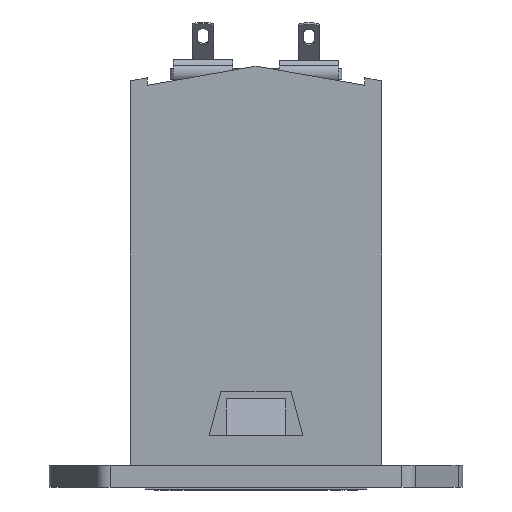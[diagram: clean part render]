
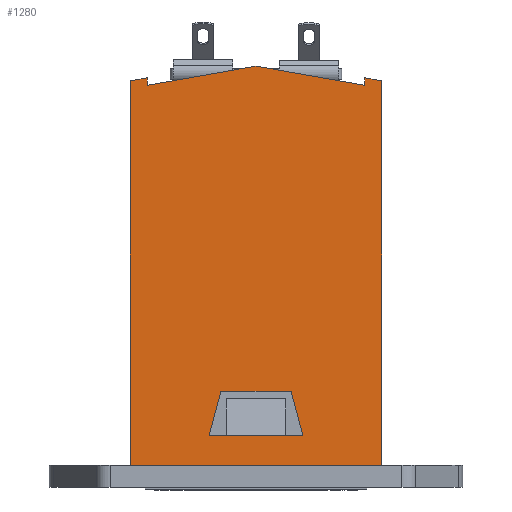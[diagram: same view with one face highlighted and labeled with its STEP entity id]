
A CAD part, front view. The second image highlights one B-rep face of the part: STEP entity #1280.
In plain terms, the highlighted planar face has unit normal (0, -1, 0).
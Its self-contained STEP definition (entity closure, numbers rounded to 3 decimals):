
#1280=ADVANCED_FACE('',(#3718,#3719),#3720,.F.);
#3718=FACE_OUTER_BOUND('',#7386,.T.);
#3719=FACE_BOUND('',#7387,.T.);
#3720=PLANE('',#7388);
#7386=EDGE_LOOP('',(#11726,#11727,#11728,#11729,#11730,#11731,#11732,#11733,#11734));
#7387=EDGE_LOOP('',(#11735,#11736,#11737,#11738));
#7388=AXIS2_PLACEMENT_3D('',#11739,#11740,#11741);
#11726=ORIENTED_EDGE('',*,*,#23074,.T.);
#11727=ORIENTED_EDGE('',*,*,#23081,.F.);
#11728=ORIENTED_EDGE('',*,*,#23082,.F.);
#11729=ORIENTED_EDGE('',*,*,#23083,.F.);
#11730=ORIENTED_EDGE('',*,*,#23084,.F.);
#11731=ORIENTED_EDGE('',*,*,#23085,.F.);
#11732=ORIENTED_EDGE('',*,*,#23086,.F.);
#11733=ORIENTED_EDGE('',*,*,#23087,.F.);
#11734=ORIENTED_EDGE('',*,*,#23088,.F.);
#11735=ORIENTED_EDGE('',*,*,#23089,.F.);
#11736=ORIENTED_EDGE('',*,*,#23090,.F.);
#11737=ORIENTED_EDGE('',*,*,#23091,.F.);
#11738=ORIENTED_EDGE('',*,*,#23092,.F.);
#11739=CARTESIAN_POINT('',(0.0,-12.0,58.104));
#11740=DIRECTION('',(-0.0,1.0,0.0));
#11741=DIRECTION('',(1.0,0.0,0.0));
#23074=EDGE_CURVE('',#27752,#27753,#27754,.T.);
#23081=EDGE_CURVE('',#27763,#27753,#27764,.T.);
#23082=EDGE_CURVE('',#27765,#27763,#27766,.T.);
#23083=EDGE_CURVE('',#27767,#27765,#27768,.T.);
#23084=EDGE_CURVE('',#27769,#27767,#27770,.T.);
#23085=EDGE_CURVE('',#27771,#27769,#27772,.T.);
#23086=EDGE_CURVE('',#27773,#27771,#27774,.T.);
#23087=EDGE_CURVE('',#27775,#27773,#27776,.T.);
#23088=EDGE_CURVE('',#27752,#27775,#27777,.T.);
#23089=EDGE_CURVE('',#27778,#27779,#27780,.T.);
#23090=EDGE_CURVE('',#27781,#27778,#27782,.T.);
#23091=EDGE_CURVE('',#27783,#27781,#27784,.T.);
#23092=EDGE_CURVE('',#27779,#27783,#27785,.T.);
#27752=VERTEX_POINT('',#34642);
#27753=VERTEX_POINT('',#34643);
#27754=LINE('',#34644,#34645);
#27763=VERTEX_POINT('',#34657);
#27764=LINE('',#34658,#34659);
#27765=VERTEX_POINT('',#34660);
#27766=LINE('',#34661,#34662);
#27767=VERTEX_POINT('',#34663);
#27768=LINE('',#34664,#34665);
#27769=VERTEX_POINT('',#34666);
#27770=LINE('',#34667,#34668);
#27771=VERTEX_POINT('',#34669);
#27772=LINE('',#34670,#34671);
#27773=VERTEX_POINT('',#34672);
#27774=LINE('',#34673,#34674);
#27775=VERTEX_POINT('',#34675);
#27776=LINE('',#34676,#34677);
#27777=LINE('',#34678,#34679);
#27778=VERTEX_POINT('',#34680);
#27779=VERTEX_POINT('',#34681);
#27780=LINE('',#34682,#34683);
#27781=VERTEX_POINT('',#34684);
#27782=LINE('',#34685,#34686);
#27783=VERTEX_POINT('',#34687);
#27784=LINE('',#34688,#34689);
#27785=LINE('',#34690,#34691);
#34642=CARTESIAN_POINT('',(-17.0,-12.0,3.0));
#34643=CARTESIAN_POINT('',(17.0,-12.0,3.0));
#34644=CARTESIAN_POINT('',(-17.0,-12.0,3.0));
#34645=VECTOR('',#45026,34.0);
#34657=CARTESIAN_POINT('',(17.0,-12.0,55.041));
#34658=CARTESIAN_POINT('',(17.0,-12.0,55.041));
#34659=VECTOR('',#45030,52.041);
#34660=CARTESIAN_POINT('',(14.7,-12.0,55.447));
#34661=CARTESIAN_POINT('',(14.7,-12.0,55.447));
#34662=VECTOR('',#45031,2.335);
#34663=CARTESIAN_POINT('',(14.7,-12.0,54.431));
#34664=CARTESIAN_POINT('',(14.7,-12.0,54.431));
#34665=VECTOR('',#45032,1.015);
#34666=CARTESIAN_POINT('',(0.0,-12.0,57.023));
#34667=CARTESIAN_POINT('',(0.0,-12.0,57.023));
#34668=VECTOR('',#45033,14.927);
#34669=CARTESIAN_POINT('',(-14.7,-12.0,54.431));
#34670=CARTESIAN_POINT('',(-14.7,-12.0,54.431));
#34671=VECTOR('',#45034,14.927);
#34672=CARTESIAN_POINT('',(-14.7,-12.0,55.447));
#34673=CARTESIAN_POINT('',(-14.7,-12.0,55.447));
#34674=VECTOR('',#45035,1.015);
#34675=CARTESIAN_POINT('',(-17.0,-12.0,55.041));
#34676=CARTESIAN_POINT('',(-17.0,-12.0,55.041));
#34677=VECTOR('',#45036,2.335);
#34678=CARTESIAN_POINT('',(-17.0,-12.0,3.0));
#34679=VECTOR('',#45037,52.041);
#34680=CARTESIAN_POINT('',(-6.358,-12.0,7.0));
#34681=CARTESIAN_POINT('',(6.358,-12.0,7.0));
#34682=CARTESIAN_POINT('',(-6.358,-12.0,7.0));
#34683=VECTOR('',#45038,12.715);
#34684=CARTESIAN_POINT('',(-4.75,-12.0,13.0));
#34685=CARTESIAN_POINT('',(-4.75,-12.0,13.0));
#34686=VECTOR('',#45039,6.212);
#34687=CARTESIAN_POINT('',(4.75,-12.0,13.0));
#34688=CARTESIAN_POINT('',(4.75,-12.0,13.0));
#34689=VECTOR('',#45040,9.5);
#34690=CARTESIAN_POINT('',(6.358,-12.0,7.0));
#34691=VECTOR('',#45041,6.212);
#45026=DIRECTION('',(1.0,0.0,0.0));
#45030=DIRECTION('',(0.0,0.0,-1.0));
#45031=DIRECTION('',(0.985,0.0,-0.174));
#45032=DIRECTION('',(0.0,0.0,1.0));
#45033=DIRECTION('',(0.985,0.0,-0.174));
#45034=DIRECTION('',(0.985,0.0,0.174));
#45035=DIRECTION('',(0.0,0.0,-1.0));
#45036=DIRECTION('',(0.985,0.0,0.174));
#45037=DIRECTION('',(0.0,0.0,1.0));
#45038=DIRECTION('',(1.0,0.0,0.0));
#45039=DIRECTION('',(-0.259,0.0,-0.966));
#45040=DIRECTION('',(-1.0,0.0,0.0));
#45041=DIRECTION('',(-0.259,0.0,0.966));
